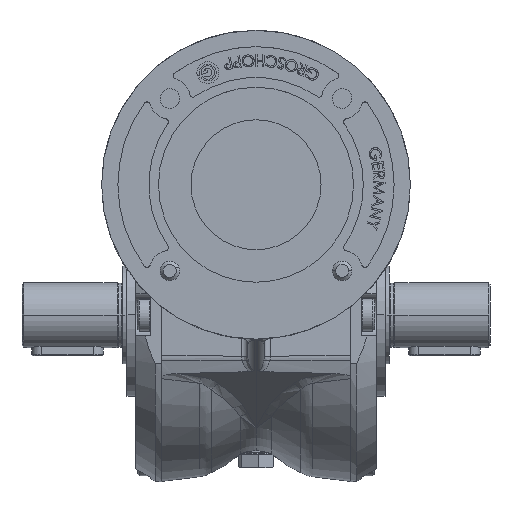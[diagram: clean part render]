
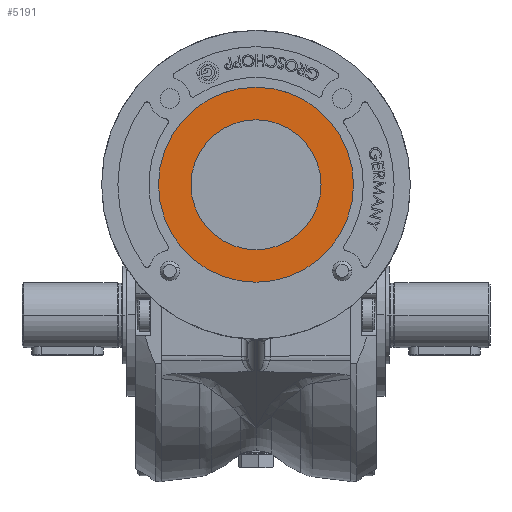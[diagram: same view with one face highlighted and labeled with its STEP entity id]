
A CAD part, top view. The second image highlights one B-rep face of the part: STEP entity #5191.
In plain terms, the highlighted planar face has unit normal (0, 0, 1).
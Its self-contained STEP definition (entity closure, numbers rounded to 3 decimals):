
#56 = VERTEX_POINT ( 'NONE', #33432 ) ;
#1799 = EDGE_CURVE ( 'Defeature ausgef�hrt1_779+Defeature ausgef�hrt1_778+Defeature ausgef�hrt1_778+Defeature ausgef�hrt1_778', #8713, #25917, #12915, .T. ) ;
#3674 = DIRECTION ( 'NONE',  ( 0., 0., 1. ) ) ;
#3898 = CIRCLE ( 'NONE', #25211, 30. ) ;
#4004 = ORIENTED_EDGE ( 'NONE', *, *, #13141, .T. ) ;
#4235 = CARTESIAN_POINT ( 'NONE',  ( 0., 40., 64.1 ) ) ;
#5191 = ADVANCED_FACE ( 'Defeature ausgef�hrt1_778', ( #27978, #25719 ), #12995, .T. ) ;
#8713 = VERTEX_POINT ( 'NONE', #28977 ) ;
#11046 = DIRECTION ( 'NONE',  ( 1., 0., 0. ) ) ;
#12875 = DIRECTION ( 'NONE',  ( 0., 0., 1. ) ) ;
#12915 = CIRCLE ( 'NONE', #32848, 20. ) ;
#12995 = PLANE ( 'NONE',  #23463 ) ;
#13037 = EDGE_LOOP ( 'NONE', ( #16199, #21369 ) ) ;
#13040 = DIRECTION ( 'NONE',  ( 0., 0., 1. ) ) ;
#13141 = EDGE_CURVE ( 'Defeature ausgef�hrt1_778+Defeature ausgef�hrt1_777+Defeature ausgef�hrt1_777+Defeature ausgef�hrt1_777', #20870, #56, #3898, .T. ) ;
#13883 = CARTESIAN_POINT ( 'NONE',  ( 30., 40., 64.1 ) ) ;
#15868 = ORIENTED_EDGE ( 'NONE', *, *, #33106, .T. ) ;
#16199 = ORIENTED_EDGE ( 'NONE', *, *, #16363, .F. ) ;
#16363 = EDGE_CURVE ( 'Defeature ausgef�hrt1_779+Defeature ausgef�hrt1_778+Defeature ausgef�hrt1_778+Defeature ausgef�hrt1_778', #25917, #8713, #18823, .T. ) ;
#16733 = CARTESIAN_POINT ( 'NONE',  ( 0., 40., 64.1 ) ) ;
#17662 = CARTESIAN_POINT ( 'NONE',  ( 0., 40., 64.1 ) ) ;
#18823 = CIRCLE ( 'NONE', #27708, 20. ) ;
#19082 = CARTESIAN_POINT ( 'NONE',  ( 20., 40., 64.1 ) ) ;
#20521 = DIRECTION ( 'NONE',  ( 1., 0., 0. ) ) ;
#20870 = VERTEX_POINT ( 'NONE', #13883 ) ;
#21369 = ORIENTED_EDGE ( 'NONE', *, *, #1799, .F. ) ;
#21510 = DIRECTION ( 'NONE',  ( 1., 0., 0. ) ) ;
#23463 = AXIS2_PLACEMENT_3D ( 'NONE', #33989, #3674, #21510 ) ;
#25211 = AXIS2_PLACEMENT_3D ( 'NONE', #16733, #32059, #20521 ) ;
#25719 = FACE_OUTER_BOUND ( 'NONE', #29842, .T. ) ;
#25917 = VERTEX_POINT ( 'NONE', #19082 ) ;
#26675 = DIRECTION ( 'NONE',  ( 1., 0., 0. ) ) ;
#27708 = AXIS2_PLACEMENT_3D ( 'NONE', #17662, #30028, #11046 ) ;
#27788 = AXIS2_PLACEMENT_3D ( 'NONE', #29513, #13040, #32306 ) ;
#27978 = FACE_BOUND ( 'NONE', #13037, .T. ) ;
#28251 = CIRCLE ( 'NONE', #27788, 30. ) ;
#28977 = CARTESIAN_POINT ( 'NONE',  ( -20., 40., 64.1 ) ) ;
#29513 = CARTESIAN_POINT ( 'NONE',  ( 0., 40., 64.1 ) ) ;
#29842 = EDGE_LOOP ( 'NONE', ( #4004, #15868 ) ) ;
#30028 = DIRECTION ( 'NONE',  ( 0., 0., 1. ) ) ;
#32059 = DIRECTION ( 'NONE',  ( 0., 0., 1. ) ) ;
#32306 = DIRECTION ( 'NONE',  ( 1., 0., 0. ) ) ;
#32848 = AXIS2_PLACEMENT_3D ( 'NONE', #4235, #12875, #26675 ) ;
#33106 = EDGE_CURVE ( 'Defeature ausgef�hrt1_778+Defeature ausgef�hrt1_777+Defeature ausgef�hrt1_777+Defeature ausgef�hrt1_777', #56, #20870, #28251, .T. ) ;
#33432 = CARTESIAN_POINT ( 'NONE',  ( -30., 40., 64.1 ) ) ;
#33989 = CARTESIAN_POINT ( 'NONE',  ( 0., 40., 64.1 ) ) ;
